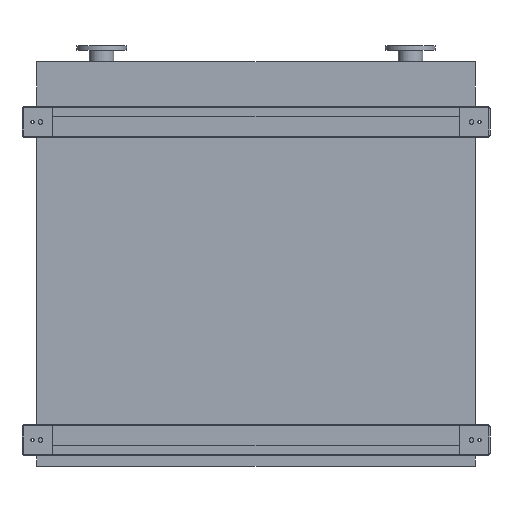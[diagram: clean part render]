
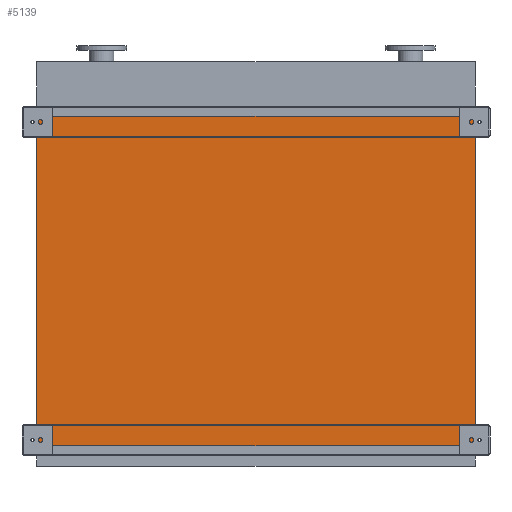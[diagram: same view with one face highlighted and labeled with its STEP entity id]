
A CAD part, front view. The second image highlights one B-rep face of the part: STEP entity #5139.
In plain terms, the highlighted planar face has unit normal (0, -1, 0).
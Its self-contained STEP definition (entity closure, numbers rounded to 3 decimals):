
#782 = VERTEX_POINT ( 'NONE', #9407 ) ;
#1395 = VECTOR ( 'NONE', #11826, 1000. ) ;
#1927 = ORIENTED_EDGE ( 'NONE', *, *, #12438, .T. ) ;
#2076 = DIRECTION ( 'NONE',  ( 1., 0., 0. ) ) ;
#2296 = DIRECTION ( 'NONE',  ( 0., -1., 0. ) ) ;
#3944 = CARTESIAN_POINT ( 'NONE',  ( -965., 0., 0. ) ) ;
#5139 = ADVANCED_FACE ( 'NONE', ( #19526 ), #13059, .T. ) ;
#6670 = VERTEX_POINT ( 'NONE', #18717 ) ;
#6707 = EDGE_CURVE ( 'NONE', #6670, #8786, #6721, .T. ) ;
#6721 = LINE ( 'NONE', #17071, #1395 ) ;
#8285 = VECTOR ( 'NONE', #2076, 1000. ) ;
#8786 = VERTEX_POINT ( 'NONE', #12234 ) ;
#9407 = CARTESIAN_POINT ( 'NONE',  ( 965., 0., -1450. ) ) ;
#10862 = EDGE_LOOP ( 'NONE', ( #15445, #22027, #1927, #19205 ) ) ;
#10870 = CARTESIAN_POINT ( 'NONE',  ( 965., 0., 0. ) ) ;
#10930 = AXIS2_PLACEMENT_3D ( 'NONE', #18239, #2296, #14817 ) ;
#11143 = VERTEX_POINT ( 'NONE', #10870 ) ;
#11826 = DIRECTION ( 'NONE',  ( 0., 0., 1. ) ) ;
#12234 = CARTESIAN_POINT ( 'NONE',  ( -965., 0., 0. ) ) ;
#12438 = EDGE_CURVE ( 'NONE', #6670, #782, #17162, .T. ) ;
#12830 = CARTESIAN_POINT ( 'NONE',  ( -965., 0., -1450. ) ) ;
#13059 = PLANE ( 'NONE',  #10930 ) ;
#13618 = EDGE_CURVE ( 'NONE', #8786, #11143, #14375, .T. ) ;
#14375 = LINE ( 'NONE', #3944, #18990 ) ;
#14676 = DIRECTION ( 'NONE',  ( 1., 0., 0. ) ) ;
#14817 = DIRECTION ( 'NONE',  ( 0., 0., -1. ) ) ;
#15445 = ORIENTED_EDGE ( 'NONE', *, *, #13618, .F. ) ;
#16158 = CARTESIAN_POINT ( 'NONE',  ( 965., 0., -1450. ) ) ;
#16234 = VECTOR ( 'NONE', #19569, 1000. ) ;
#17071 = CARTESIAN_POINT ( 'NONE',  ( -965., 0., -1450. ) ) ;
#17141 = EDGE_CURVE ( 'NONE', #782, #11143, #20308, .T. ) ;
#17162 = LINE ( 'NONE', #12830, #8285 ) ;
#18239 = CARTESIAN_POINT ( 'NONE',  ( -965., 0., -1450. ) ) ;
#18717 = CARTESIAN_POINT ( 'NONE',  ( -965., 0., -1450. ) ) ;
#18990 = VECTOR ( 'NONE', #14676, 1000. ) ;
#19205 = ORIENTED_EDGE ( 'NONE', *, *, #17141, .T. ) ;
#19526 = FACE_OUTER_BOUND ( 'NONE', #10862, .T. ) ;
#19569 = DIRECTION ( 'NONE',  ( 0., 0., 1. ) ) ;
#20308 = LINE ( 'NONE', #16158, #16234 ) ;
#22027 = ORIENTED_EDGE ( 'NONE', *, *, #6707, .F. ) ;
